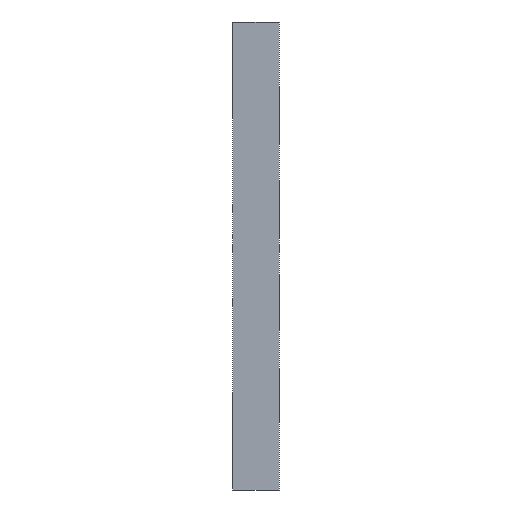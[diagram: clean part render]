
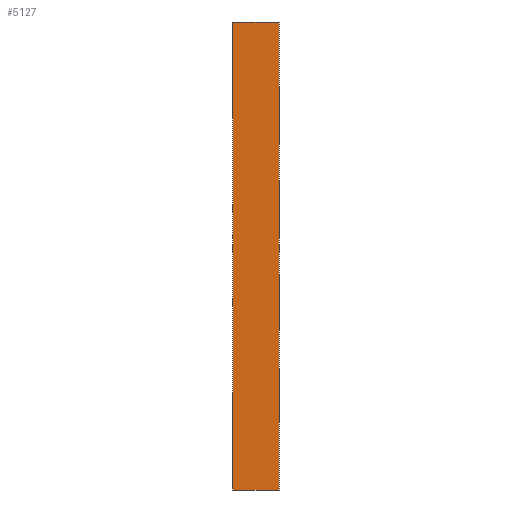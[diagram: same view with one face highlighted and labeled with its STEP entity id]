
A CAD part, left-side view. The second image highlights one B-rep face of the part: STEP entity #5127.
In plain terms, the highlighted planar face has unit normal (-1, 0, 0).
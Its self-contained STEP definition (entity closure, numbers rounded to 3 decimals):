
#666=LINE('',#8113,#1327);
#670=LINE('',#8146,#1331);
#671=LINE('',#8149,#1332);
#672=LINE('',#8150,#1333);
#1327=VECTOR('',#6644,50.);
#1331=VECTOR('',#6702,5.);
#1332=VECTOR('',#6705,50.);
#1333=VECTOR('',#6706,5.);
#1582=PLANE('',#5436);
#1907=FACE_OUTER_BOUND('',#2224,.T.);
#2224=EDGE_LOOP('',(#4817,#4818,#4819,#4820));
#2741=VERTEX_POINT('',#8110);
#2742=VERTEX_POINT('',#8112);
#2744=VERTEX_POINT('',#8144);
#2745=VERTEX_POINT('',#8148);
#3436=EDGE_CURVE('',#2741,#2742,#666,.T.);
#3440=EDGE_CURVE('',#2741,#2744,#670,.T.);
#3441=EDGE_CURVE('',#2745,#2744,#671,.T.);
#3442=EDGE_CURVE('',#2742,#2745,#672,.T.);
#4817=ORIENTED_EDGE('',*,*,#3436,.F.);
#4818=ORIENTED_EDGE('',*,*,#3440,.T.);
#4819=ORIENTED_EDGE('',*,*,#3441,.F.);
#4820=ORIENTED_EDGE('',*,*,#3442,.F.);
#5127=ADVANCED_FACE('',(#1907),#1582,.T.);
#5436=AXIS2_PLACEMENT_3D('',#8147,#6703,#6704);
#6644=DIRECTION('',(0.,0.,-1.));
#6702=DIRECTION('',(0.,1.,0.));
#6703=DIRECTION('center_axis',(-1.,0.,0.));
#6704=DIRECTION('ref_axis',(0.,0.,1.));
#6705=DIRECTION('',(0.,0.,1.));
#6706=DIRECTION('',(0.,1.,0.));
#8110=CARTESIAN_POINT('',(-50.,0.,50.));
#8112=CARTESIAN_POINT('',(-50.,0.,0.));
#8113=CARTESIAN_POINT('',(-50.,0.,50.));
#8144=CARTESIAN_POINT('',(-50.,5.,50.));
#8146=CARTESIAN_POINT('',(-50.,0.,50.));
#8147=CARTESIAN_POINT('Origin',(-50.,0.,0.));
#8148=CARTESIAN_POINT('',(-50.,5.,0.));
#8149=CARTESIAN_POINT('',(-50.,5.,50.));
#8150=CARTESIAN_POINT('',(-50.,0.,0.));
